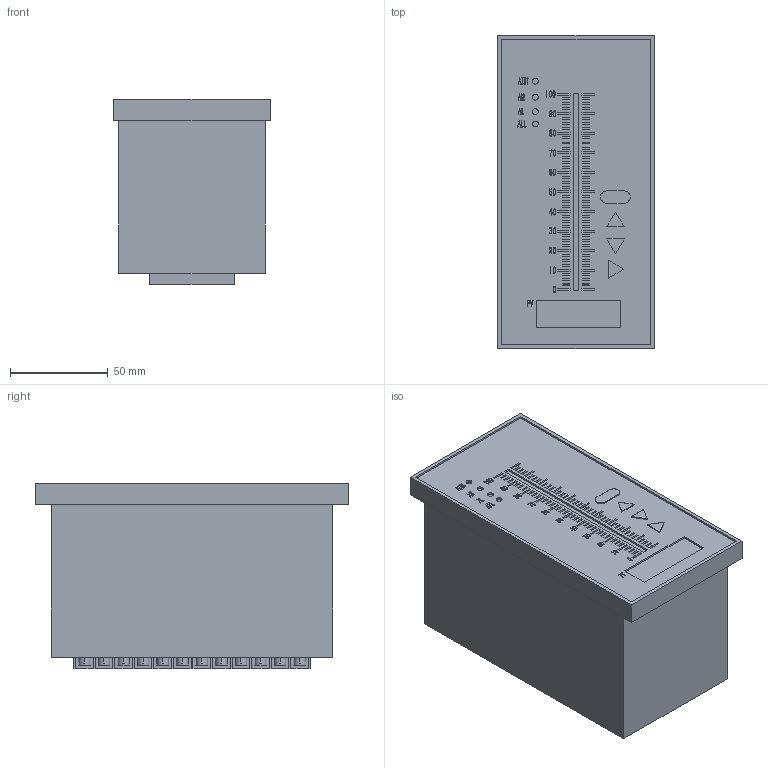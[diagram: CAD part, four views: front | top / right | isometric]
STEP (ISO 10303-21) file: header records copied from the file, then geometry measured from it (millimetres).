
FILE_DESCRIPTION (( 'STEP AP214' ), '1' );
FILE_NAME ('LLDIS403-6101_3D.step', '2023-03-02T06:24:27', ( '' ), ( '' ), 'SwSTEP 2.0', 'SolidWorks 2022', '' );
FILE_SCHEMA (( 'AUTOMOTIVE_DESIGN' ));
Length unit declared in the file: inch
Products named in the file (1): LLDIS403-6101_3D
Bounding box: 80 x 160 x 95 mm (x, y, z)
Volume: 995510.4 mm3; surface area: 73364.1 mm2
Topology: 1 solids, 1 shells, 1559 faces, 4146 edges, 2764 vertices
Faces by surface type: plane 1209, bspline 291, cylinder 59
Entity records: 62863 total; most frequent: CARTESIAN_POINT 25736, ORIENTED_EDGE 8292, DIRECTION 6316, EDGE_CURVE 4146, LINE 3350, VECTOR 3350, VERTEX_POINT 2764, EDGE_LOOP 1734
